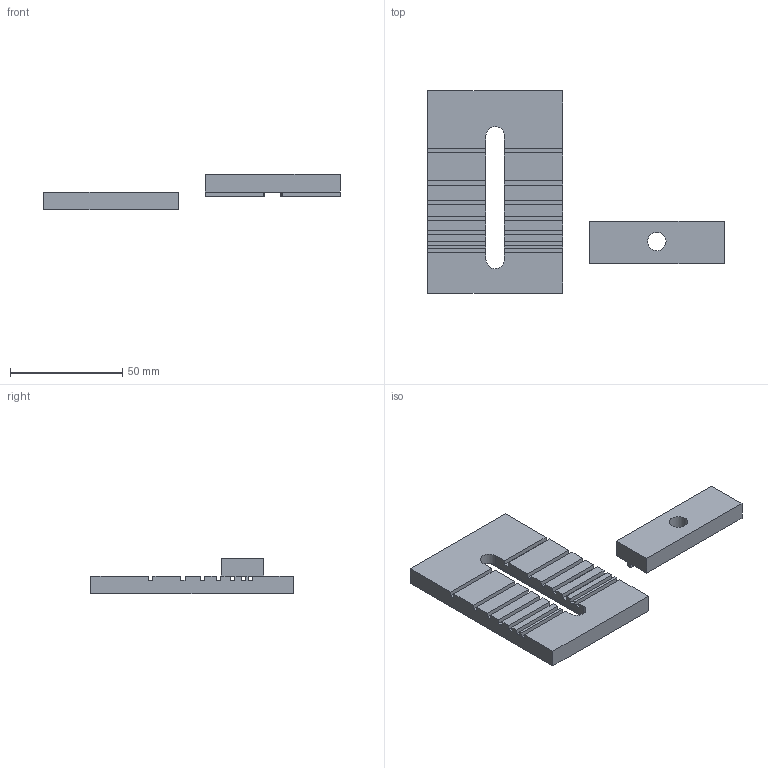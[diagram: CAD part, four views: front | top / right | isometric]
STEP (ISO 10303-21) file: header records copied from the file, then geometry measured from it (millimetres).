
FILE_DESCRIPTION(/* description */ (''),/* implementation_level */ '2;1');
FILE_NAME(/* name */ 'Gabarif angle LN v1.step',/* time_stamp */ '2024-06-21T10:58:06+02:00',/* author */ (''),/* organization */ (''),/* preprocessor_version */ 'ST-DEVELOPER v20',/* originating_system */ 'Autodesk Translation Framework v13.14.0.145',/* authorisation */ '');
FILE_SCHEMA (('AUTOMOTIVE_DESIGN { 1 0 10303 214 3 1 1 }'));
Length unit declared in the file: millimetre
Products named in the file (1): Gabarif angle LN
Bounding box: 132 x 90 x 16 mm (x, y, z)
Volume: 45457.3 mm3; surface area: 18582.8 mm2
Topology: 2 solids, 2 shells, 84 faces, 242 edges, 161 vertices
Faces by surface type: plane 79, cylinder 5
Full cylindrical faces by diameter (mm): 8.2 x1
Entity records: 2751 total; most frequent: CARTESIAN_POINT 488, ORIENTED_EDGE 484, DIRECTION 425, EDGE_CURVE 242, LINE 229, VECTOR 229, VERTEX_POINT 161, AXIS2_PLACEMENT_3D 98
